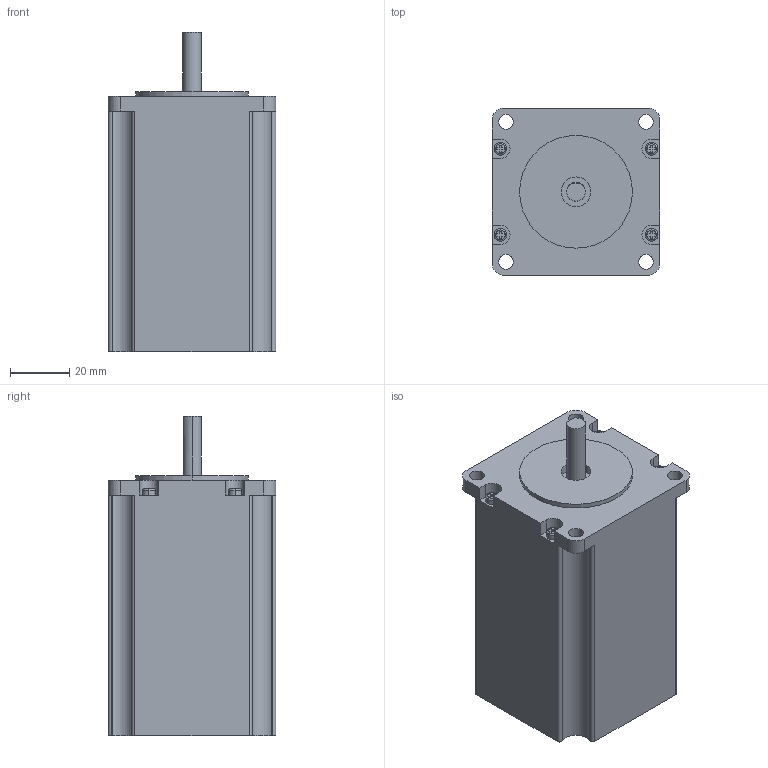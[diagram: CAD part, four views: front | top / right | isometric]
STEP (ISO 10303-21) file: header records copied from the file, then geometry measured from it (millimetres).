
FILE_DESCRIPTION (( 'STEP AP214' ), '1' );
FILE_NAME ('B516 Øàãîâûé äâèãàòåëü Nema 23.STEP', '2026-01-28T10:54:00', ( '' ), ( '' ), 'SwSTEP 2.0', 'SolidWorks 2026', '' );
FILE_SCHEMA (( 'AUTOMOTIVE_DESIGN' ));
Length unit declared in the file: millimetre
Products named in the file (1): B516 Шаговый двигатель Nema 23
Bounding box: 56.4 x 56.4 x 107.5 mm (x, y, z)
Volume: 253616.4 mm3; surface area: 26488.6 mm2
Topology: 1 solids, 1 shells, 142 faces, 376 edges, 248 vertices
Faces by surface type: plane 84, cylinder 50, torus 8
Entity records: 4453 total; most frequent: DIRECTION 780, CARTESIAN_POINT 767, ORIENTED_EDGE 752, EDGE_CURVE 376, AXIS2_PLACEMENT_3D 261, LINE 258, VECTOR 258, VERTEX_POINT 248
